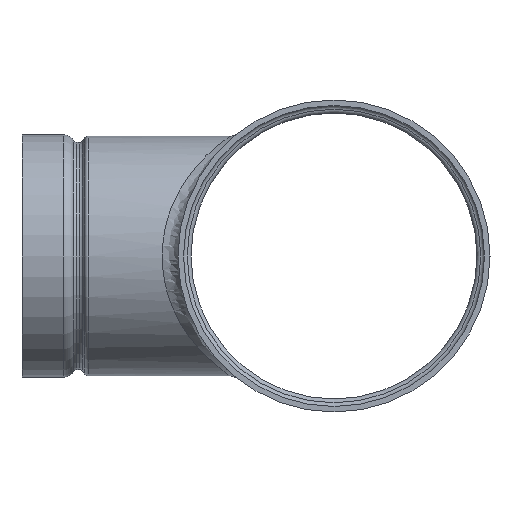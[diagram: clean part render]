
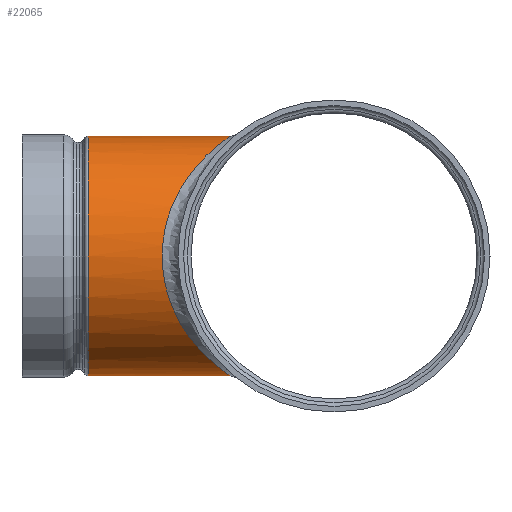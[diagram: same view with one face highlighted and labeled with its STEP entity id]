
A CAD part, left-side view. The second image highlights one B-rep face of the part: STEP entity #22065.
In plain terms, the highlighted cylindrical face has radius 43.891 mm (diameter 87.782 mm), a full revolution.
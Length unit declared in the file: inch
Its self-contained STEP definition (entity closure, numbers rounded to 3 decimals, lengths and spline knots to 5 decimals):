
#769 = FACE_OUTER_BOUND ( 'NONE', #19543, .T. ) ;
#1412 = VERTEX_POINT ( 'NONE', #31971 ) ;
#1801 = VERTEX_POINT ( 'NONE', #27467 ) ;
#2162 = CARTESIAN_POINT ( 'NONE',  ( -1.50071, 2.27292, -0.90635 ) ) ;
#2482 = CARTESIAN_POINT ( 'NONE',  ( 0.77632, 1.71933, -1.57021 ) ) ;
#2805 = AXIS2_PLACEMENT_3D ( 'NONE', #7873, #27612, #25173 ) ;
#7325 = CARTESIAN_POINT ( 'NONE',  ( -0.40986, 1.5453, 1.69441 ) ) ;
#7428 = CARTESIAN_POINT ( 'NONE',  ( -1.62073, 2.37978, 0.67302 ) ) ;
#7538 = CARTESIAN_POINT ( 'NONE',  ( 0.76941, 1.72324, 1.56194 ) ) ;
#7873 = CARTESIAN_POINT ( 'NONE',  ( 0., 3.5454, 0. ) ) ;
#9687 = CIRCLE ( 'NONE', #2805, 1.728 ) ;
#9935 = CARTESIAN_POINT ( 'NONE',  ( 1.75222, 2.50029, 0.14092 ) ) ;
#10050 = CARTESIAN_POINT ( 'NONE',  ( 1.70671, 2.45826, -0.4158 ) ) ;
#12053 = CARTESIAN_POINT ( 'NONE',  ( -0.00022, 1.48108, -1.73546 ) ) ;
#12065 = DIRECTION ( 'NONE',  ( 0., 1., 0. ) ) ;
#12159 = CARTESIAN_POINT ( 'NONE',  ( 0., 1.49248, 1.72806 ) ) ;
#12268 = CARTESIAN_POINT ( 'NONE',  ( 0.40984, 1.54529, 1.69442 ) ) ;
#12378 = CARTESIAN_POINT ( 'NONE',  ( -0.8433, 1.76685, -1.52411 ) ) ;
#12488 = CARTESIAN_POINT ( 'NONE',  ( -1.08159, 1.93372, 1.36432 ) ) ;
#12972 = EDGE_CURVE ( 'NONE', #1412, #1412, #18992, .T. ) ;
#14703 = CARTESIAN_POINT ( 'NONE',  ( -1.18113, 2.00658, -1.29258 ) ) ;
#14714 = DIRECTION ( 'NONE',  ( 1., 0., 0. ) ) ;
#15020 = CARTESIAN_POINT ( 'NONE',  ( 0., 1.49248, 1.72806 ) ) ;
#16242 = EDGE_LOOP ( 'NONE', ( #19274 ) ) ;
#17343 = CARTESIAN_POINT ( 'NONE',  ( -0.7694, 1.72324, 1.56195 ) ) ;
#17453 = CARTESIAN_POINT ( 'NONE',  ( -0.27363, 1.51547, -1.71323 ) ) ;
#17571 = CARTESIAN_POINT ( 'NONE',  ( -1.3751, 2.16557, 1.07628 ) ) ;
#18992 = B_SPLINE_CURVE_WITH_KNOTS ( 'NONE', 3,
 ( #12159, #25065, #7325, #17343, #12488, #17571, #7428, #27507, #25165, #2162, #14703, #12378, #27402, #17453, #12053, #19672, #2482, #24734, #22191, #10050, #9935, #22609, #29803, #30013, #7538, #12268, #29694, #32346, #15020, #20098, #29906 ),
 .UNSPECIFIED., .T., .F.,
 ( 4, 1, 1, 1, 1, 1, 1, 1, 1, 1, 1, 1, 1, 1, 1, 1, 1, 1, 1, 1, 1, 1, 1, 1, 1, 3, 4 ),
 ( 0., 0.03571, 0.07143, 0.10714, 0.14286, 0.19048, 0.2381, 0.28571, 0.33333, 0.38095, 0.42857, 0.45238, 0.47619, 0.5, 0.52381, 0.57143, 0.61905, 0.66667, 0.71429, 0.7619, 0.80952, 0.85714, 0.89286, 0.92857, 0.96429, 1., 1. ),
 .UNSPECIFIED. ) ;
#19274 = ORIENTED_EDGE ( 'NONE', *, *, #12972, .F. ) ;
#19543 = EDGE_LOOP ( 'NONE', ( #24420 ) ) ;
#19578 = CARTESIAN_POINT ( 'NONE',  ( 0., 1.78832, 0. ) ) ;
#19672 = CARTESIAN_POINT ( 'NONE',  ( 0.36562, 1.52711, -1.70571 ) ) ;
#20081 = CYLINDRICAL_SURFACE ( 'NONE', #26829, 1.728 ) ;
#20098 = CARTESIAN_POINT ( 'NONE',  ( 0., 1.49248, 1.72806 ) ) ;
#22065 = ADVANCED_FACE ( 'NONE', ( #769, #24397 ), #20081, .T. ) ;
#22191 = CARTESIAN_POINT ( 'NONE',  ( 1.50086, 2.27299, -0.90624 ) ) ;
#22609 = CARTESIAN_POINT ( 'NONE',  ( 1.6207, 2.37975, 0.67309 ) ) ;
#24397 = FACE_OUTER_BOUND ( 'NONE', #16242, .T. ) ;
#24420 = ORIENTED_EDGE ( 'NONE', *, *, #31436, .F. ) ;
#24734 = CARTESIAN_POINT ( 'NONE',  ( 1.18095, 2.00649, -1.29261 ) ) ;
#25065 = CARTESIAN_POINT ( 'NONE',  ( -0.13662, 1.49248, 1.72805 ) ) ;
#25165 = CARTESIAN_POINT ( 'NONE',  ( -1.70672, 2.45824, -0.41588 ) ) ;
#25173 = DIRECTION ( 'NONE',  ( -1., 0., 0. ) ) ;
#26829 = AXIS2_PLACEMENT_3D ( 'NONE', #19578, #12065, #14714 ) ;
#27402 = CARTESIAN_POINT ( 'NONE',  ( -0.53051, 1.60431, -1.65135 ) ) ;
#27467 = CARTESIAN_POINT ( 'NONE',  ( -1.728, 3.5454, 0. ) ) ;
#27507 = CARTESIAN_POINT ( 'NONE',  ( -1.75221, 2.5003, 0.14082 ) ) ;
#27612 = DIRECTION ( 'NONE',  ( 0., 1., 0. ) ) ;
#29694 = CARTESIAN_POINT ( 'NONE',  ( 0.13662, 1.49248, 1.72806 ) ) ;
#29803 = CARTESIAN_POINT ( 'NONE',  ( 1.37505, 2.16553, 1.07635 ) ) ;
#29906 = CARTESIAN_POINT ( 'NONE',  ( 0., 1.49248, 1.72806 ) ) ;
#30013 = CARTESIAN_POINT ( 'NONE',  ( 1.08155, 1.93369, 1.36435 ) ) ;
#31436 = EDGE_CURVE ( 'NONE', #1801, #1801, #9687, .T. ) ;
#31971 = CARTESIAN_POINT ( 'NONE',  ( 0., 1.49248, 1.72806 ) ) ;
#32346 = CARTESIAN_POINT ( 'NONE',  ( 0., 1.49248, 1.72806 ) ) ;
